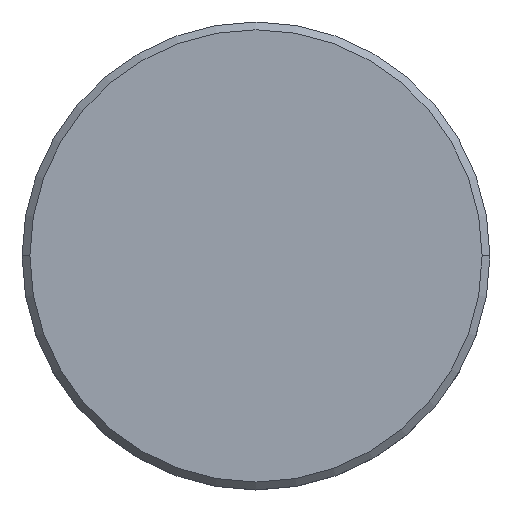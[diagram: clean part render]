
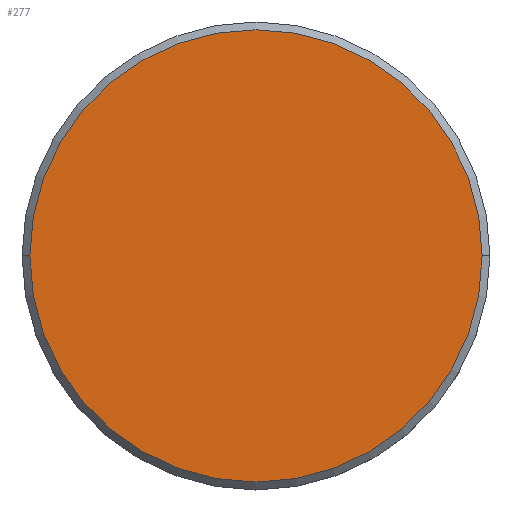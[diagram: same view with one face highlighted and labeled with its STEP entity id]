
A CAD part, top view. The second image highlights one B-rep face of the part: STEP entity #277.
In plain terms, the highlighted planar face has unit normal (0, 0, 1).
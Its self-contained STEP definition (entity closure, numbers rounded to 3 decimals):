
#37 = DIRECTION ( 'NONE',  ( 1., 0., 0. ) ) ;
#62 = CIRCLE ( 'NONE', #1036, 14.5 ) ;
#88 = DIRECTION ( 'NONE',  ( 0., 0., 1. ) ) ;
#103 = ORIENTED_EDGE ( 'NONE', *, *, #130, .T. ) ;
#123 = CIRCLE ( 'NONE', #1138, 14.5 ) ;
#130 = EDGE_CURVE ( 'NONE', #957, #547, #123, .T. ) ;
#158 = DIRECTION ( 'NONE',  ( 0., 0., 1. ) ) ;
#277 = ADVANCED_FACE ( 'NONE', ( #340 ), #668, .T. ) ;
#289 = DIRECTION ( 'NONE',  ( 1., 0., 0. ) ) ;
#340 = FACE_OUTER_BOUND ( 'NONE', #970, .T. ) ;
#431 = CARTESIAN_POINT ( 'NONE',  ( 14.5, 0., 0. ) ) ;
#547 = VERTEX_POINT ( 'NONE', #778 ) ;
#628 = EDGE_CURVE ( 'NONE', #547, #957, #62, .T. ) ;
#668 = PLANE ( 'NONE',  #838 ) ;
#750 = CARTESIAN_POINT ( 'NONE',  ( 0., 0., 0. ) ) ;
#778 = CARTESIAN_POINT ( 'NONE',  ( -14.5, 0., 0. ) ) ;
#838 = AXIS2_PLACEMENT_3D ( 'NONE', #1022, #158, #37 ) ;
#874 = ORIENTED_EDGE ( 'NONE', *, *, #628, .T. ) ;
#957 = VERTEX_POINT ( 'NONE', #431 ) ;
#970 = EDGE_LOOP ( 'NONE', ( #874, #103 ) ) ;
#1022 = CARTESIAN_POINT ( 'NONE',  ( 0., 0., 0. ) ) ;
#1036 = AXIS2_PLACEMENT_3D ( 'NONE', #750, #1118, #1183 ) ;
#1101 = CARTESIAN_POINT ( 'NONE',  ( 0., 0., 0. ) ) ;
#1118 = DIRECTION ( 'NONE',  ( 0., 0., 1. ) ) ;
#1138 = AXIS2_PLACEMENT_3D ( 'NONE', #1101, #88, #289 ) ;
#1183 = DIRECTION ( 'NONE',  ( 1., 0., 0. ) ) ;
